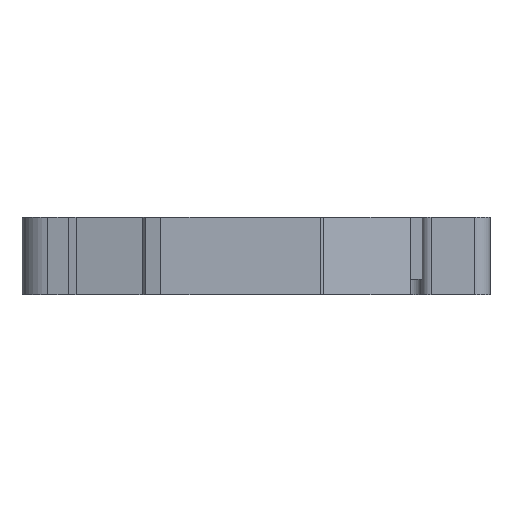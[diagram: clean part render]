
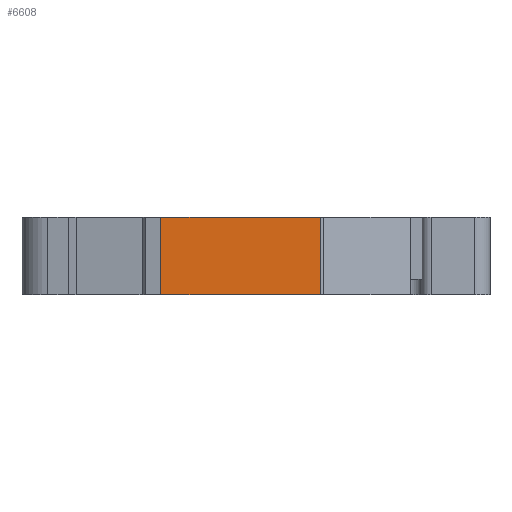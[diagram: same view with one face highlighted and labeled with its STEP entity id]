
A CAD part, left-side view. The second image highlights one B-rep face of the part: STEP entity #6608.
In plain terms, the highlighted planar face has unit normal (-1, 0, 0).
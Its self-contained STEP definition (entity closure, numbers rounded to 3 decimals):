
#32 = CARTESIAN_POINT ( 'NONE',  ( -18.865, 3.757, 5. ) ) ;
#346 = DIRECTION ( 'NONE',  ( 0., 0., -1. ) ) ;
#893 = VERTEX_POINT ( 'NONE', #5955 ) ;
#966 = DIRECTION ( 'NONE',  ( 0., 0., -1. ) ) ;
#1110 = CARTESIAN_POINT ( 'NONE',  ( -18.865, 3.757, 0. ) ) ;
#1371 = EDGE_LOOP ( 'NONE', ( #5858, #4600, #1955, #3764 ) ) ;
#1531 = FACE_OUTER_BOUND ( 'NONE', #1371, .T. ) ;
#1751 = VECTOR ( 'NONE', #2115, 1000. ) ;
#1914 = VECTOR ( 'NONE', #5994, 1000. ) ;
#1924 = LINE ( 'NONE', #1110, #1751 ) ;
#1955 = ORIENTED_EDGE ( 'NONE', *, *, #6221, .F. ) ;
#2003 = LINE ( 'NONE', #32, #1914 ) ;
#2115 = DIRECTION ( 'NONE',  ( 0., -1., 0. ) ) ;
#2537 = CARTESIAN_POINT ( 'NONE',  ( -18.865, -6.53, 0. ) ) ;
#2593 = CARTESIAN_POINT ( 'NONE',  ( -18.865, -6.53, 5. ) ) ;
#2663 = LINE ( 'NONE', #2593, #6168 ) ;
#2790 = CARTESIAN_POINT ( 'NONE',  ( -18.865, 3.757, 5. ) ) ;
#2879 = VECTOR ( 'NONE', #4989, 1000. ) ;
#2992 = LINE ( 'NONE', #2790, #2879 ) ;
#3178 = VERTEX_POINT ( 'NONE', #3495 ) ;
#3495 = CARTESIAN_POINT ( 'NONE',  ( -18.865, -6.53, 5. ) ) ;
#3764 = ORIENTED_EDGE ( 'NONE', *, *, #6478, .T. ) ;
#3800 = DIRECTION ( 'NONE',  ( 1., 0., 0. ) ) ;
#4229 = EDGE_CURVE ( 'NONE', #3178, #4651, #2663, .T. ) ;
#4365 = EDGE_CURVE ( 'NONE', #893, #4651, #1924, .T. ) ;
#4600 = ORIENTED_EDGE ( 'NONE', *, *, #4229, .F. ) ;
#4651 = VERTEX_POINT ( 'NONE', #2537 ) ;
#4989 = DIRECTION ( 'NONE',  ( 0., -1., 0. ) ) ;
#5457 = PLANE ( 'NONE',  #5553 ) ;
#5553 = AXIS2_PLACEMENT_3D ( 'NONE', #5718, #3800, #346 ) ;
#5718 = CARTESIAN_POINT ( 'NONE',  ( -18.865, 3.757, 5. ) ) ;
#5858 = ORIENTED_EDGE ( 'NONE', *, *, #4365, .T. ) ;
#5955 = CARTESIAN_POINT ( 'NONE',  ( -18.865, 3.757, 0. ) ) ;
#5994 = DIRECTION ( 'NONE',  ( 0., 0., -1. ) ) ;
#6168 = VECTOR ( 'NONE', #966, 1000. ) ;
#6221 = EDGE_CURVE ( 'NONE', #6305, #3178, #2992, .T. ) ;
#6305 = VERTEX_POINT ( 'NONE', #6407 ) ;
#6407 = CARTESIAN_POINT ( 'NONE',  ( -18.865, 3.757, 5. ) ) ;
#6478 = EDGE_CURVE ( 'NONE', #6305, #893, #2003, .T. ) ;
#6608 = ADVANCED_FACE ( 'NONE', ( #1531 ), #5457, .F. ) ;
